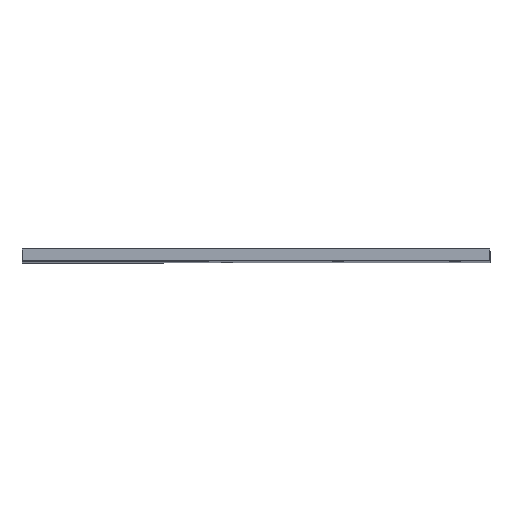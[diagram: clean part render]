
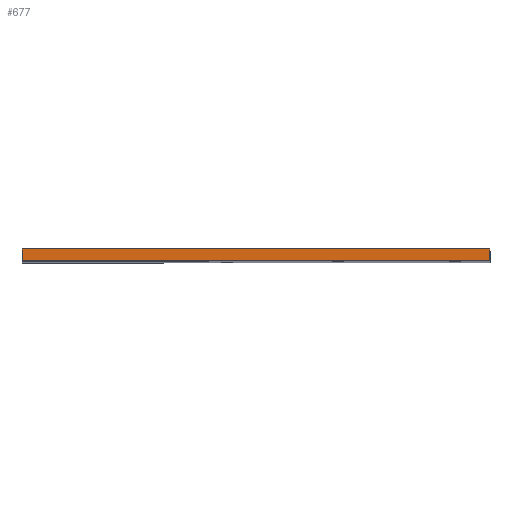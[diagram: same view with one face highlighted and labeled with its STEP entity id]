
A CAD part, top view. The second image highlights one B-rep face of the part: STEP entity #677.
In plain terms, the highlighted planar face has unit normal (0, 0, 1).
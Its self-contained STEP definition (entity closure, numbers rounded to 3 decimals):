
#19 = FACE_OUTER_BOUND ( 'NONE', #428, .T. ) ;
#22 = DIRECTION ( 'NONE',  ( 1., 0., 0. ) ) ;
#28 = ORIENTED_EDGE ( 'NONE', *, *, #636, .T. ) ;
#36 = LINE ( 'NONE', #791, #564 ) ;
#70 = DIRECTION ( 'NONE',  ( 0., 0., -1. ) ) ;
#125 = VERTEX_POINT ( 'NONE', #851 ) ;
#152 = LINE ( 'NONE', #534, #274 ) ;
#193 = CARTESIAN_POINT ( 'NONE',  ( 125., 0., 325. ) ) ;
#194 = EDGE_CURVE ( 'NONE', #527, #593, #36, .T. ) ;
#200 = LINE ( 'NONE', #513, #720 ) ;
#261 = LINE ( 'NONE', #839, #698 ) ;
#274 = VECTOR ( 'NONE', #22, 1000. ) ;
#293 = EDGE_CURVE ( 'NONE', #125, #527, #152, .T. ) ;
#371 = PLANE ( 'NONE',  #432 ) ;
#379 = DIRECTION ( 'NONE',  ( 0., -1., 0. ) ) ;
#428 = EDGE_LOOP ( 'NONE', ( #859, #519, #801, #28 ) ) ;
#432 = AXIS2_PLACEMENT_3D ( 'NONE', #510, #70, #832 ) ;
#486 = CARTESIAN_POINT ( 'NONE',  ( 125., 5., 325. ) ) ;
#510 = CARTESIAN_POINT ( 'NONE',  ( -75., 5., 325. ) ) ;
#513 = CARTESIAN_POINT ( 'NONE',  ( -75., 0., 325. ) ) ;
#519 = ORIENTED_EDGE ( 'NONE', *, *, #194, .F. ) ;
#527 = VERTEX_POINT ( 'NONE', #486 ) ;
#534 = CARTESIAN_POINT ( 'NONE',  ( -75., 5., 325. ) ) ;
#564 = VECTOR ( 'NONE', #591, 1000. ) ;
#591 = DIRECTION ( 'NONE',  ( 0., -1., 0. ) ) ;
#593 = VERTEX_POINT ( 'NONE', #193 ) ;
#636 = EDGE_CURVE ( 'NONE', #125, #756, #261, .T. ) ;
#653 = EDGE_CURVE ( 'NONE', #756, #593, #200, .T. ) ;
#677 = ADVANCED_FACE ( 'NONE', ( #19 ), #371, .F. ) ;
#698 = VECTOR ( 'NONE', #379, 1000. ) ;
#720 = VECTOR ( 'NONE', #731, 1000. ) ;
#724 = CARTESIAN_POINT ( 'NONE',  ( -75., 0., 325. ) ) ;
#731 = DIRECTION ( 'NONE',  ( 1., 0., 0. ) ) ;
#756 = VERTEX_POINT ( 'NONE', #724 ) ;
#791 = CARTESIAN_POINT ( 'NONE',  ( 125., 5., 325. ) ) ;
#801 = ORIENTED_EDGE ( 'NONE', *, *, #293, .F. ) ;
#832 = DIRECTION ( 'NONE',  ( -1., 0., 0. ) ) ;
#839 = CARTESIAN_POINT ( 'NONE',  ( -75., 5., 325. ) ) ;
#851 = CARTESIAN_POINT ( 'NONE',  ( -75., 5., 325. ) ) ;
#859 = ORIENTED_EDGE ( 'NONE', *, *, #653, .T. ) ;
